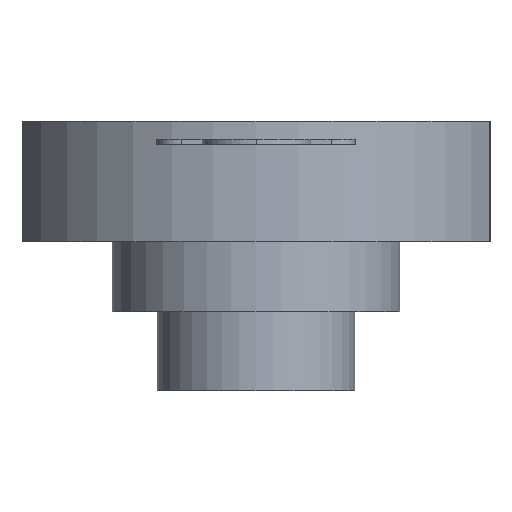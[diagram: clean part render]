
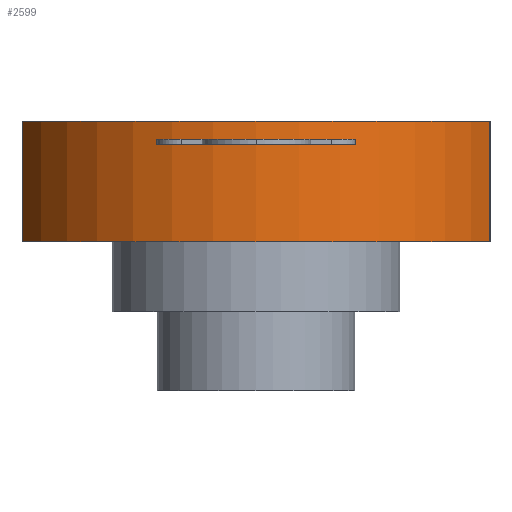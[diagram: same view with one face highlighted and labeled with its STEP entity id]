
A CAD part, left-side view. The second image highlights one B-rep face of the part: STEP entity #2599.
In plain terms, the highlighted cylindrical face has radius 7 mm (diameter 14 mm), a partial arc.
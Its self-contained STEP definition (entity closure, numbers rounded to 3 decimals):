
#313=FACE_OUTER_BOUND('',#484,.T.);
#484=EDGE_LOOP('',(#2326,#2327,#2328,#2329));
#710=LINE('',#4712,#941);
#711=LINE('',#4716,#942);
#941=VECTOR('',#3595,10.);
#942=VECTOR('',#3600,10.);
#1045=CIRCLE('',#2871,7.);
#1047=CIRCLE('',#2876,7.);
#1258=VERTEX_POINT('',#4684);
#1259=VERTEX_POINT('',#4686);
#1269=VERTEX_POINT('',#4710);
#1270=VERTEX_POINT('',#4714);
#1613=EDGE_CURVE('',#1258,#1259,#1045,.T.);
#1626=EDGE_CURVE('',#1258,#1269,#710,.T.);
#1627=EDGE_CURVE('',#1270,#1269,#1047,.T.);
#1628=EDGE_CURVE('',#1259,#1270,#711,.T.);
#2326=ORIENTED_EDGE('',*,*,#1626,.T.);
#2327=ORIENTED_EDGE('',*,*,#1627,.F.);
#2328=ORIENTED_EDGE('',*,*,#1628,.F.);
#2329=ORIENTED_EDGE('',*,*,#1613,.F.);
#2453=CYLINDRICAL_SURFACE('',#2875,7.);
#2599=ADVANCED_FACE('',(#313),#2453,.T.);
#2871=AXIS2_PLACEMENT_3D('',#4687,#3576,#3577);
#2875=AXIS2_PLACEMENT_3D('',#4713,#3596,#3597);
#2876=AXIS2_PLACEMENT_3D('',#4715,#3598,#3599);
#3576=DIRECTION('center_axis',(0.,0.,-1.));
#3577=DIRECTION('ref_axis',(-0.371,0.929,0.));
#3595=DIRECTION('',(0.,0.,1.));
#3596=DIRECTION('center_axis',(0.,0.,1.));
#3597=DIRECTION('ref_axis',(-0.371,0.929,0.));
#3598=DIRECTION('center_axis',(0.,0.,1.));
#3599=DIRECTION('ref_axis',(-0.371,0.929,0.));
#3600=DIRECTION('',(0.,0.,1.));
#4684=CARTESIAN_POINT('',(-2.598,-6.5,-2.85));
#4686=CARTESIAN_POINT('',(-2.598,6.5,-2.85));
#4687=CARTESIAN_POINT('Origin',(0.,0.,-2.85));
#4710=CARTESIAN_POINT('',(-2.598,-6.5,0.5));
#4712=CARTESIAN_POINT('',(-2.598,-6.5,0.));
#4713=CARTESIAN_POINT('Origin',(0.,0.,0.));
#4714=CARTESIAN_POINT('',(-2.598,6.5,0.5));
#4715=CARTESIAN_POINT('Origin',(0.,0.,0.5));
#4716=CARTESIAN_POINT('',(-2.598,6.5,0.));
